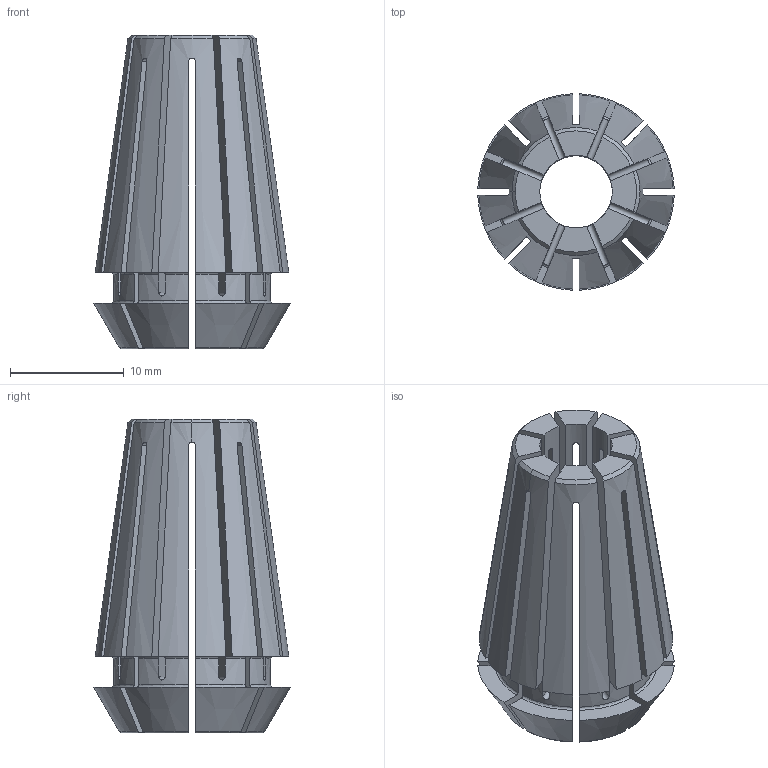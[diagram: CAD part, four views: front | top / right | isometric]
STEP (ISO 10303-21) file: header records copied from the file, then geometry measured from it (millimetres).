
FILE_DESCRIPTION(/* description */ ('Alibre Inc.'),/* implementation_level */ '2;1');
FILE_NAME(/* name */ 'export-AAF13365-5ACC-4559-B3B4-A77AD00E4279',/* time_stamp */ '2023-01-28T12:02:35+01:00',/* author */ (''),/* organization */ (''),/* preprocessor_version */ 'ST-DEVELOPER v17',/* originating_system */ 'Alibre',/* authorisation */ '');
FILE_SCHEMA (('AUTOMOTIVE_DESIGN'));
Length unit declared in the file: millimetre
Products named in the file (1): NOCUT
Bounding box: 17.24 x 17.24 x 27.5 mm (x, y, z)
Volume: 2609.4 mm3; surface area: 4675.6 mm2
Topology: 1 solids, 1 shells, 155 faces, 464 edges, 309 vertices
Faces by surface type: plane 72, torus 32, cone 26, cylinder 25
Full cylindrical faces by diameter (mm): 6.35 x1
Entity records: 5317 total; most frequent: CARTESIAN_POINT 1435, ORIENTED_EDGE 928, DIRECTION 625, EDGE_CURVE 464, VERTEX_POINT 309, AXIS2_PLACEMENT_3D 275, VECTOR 179, LINE 179
